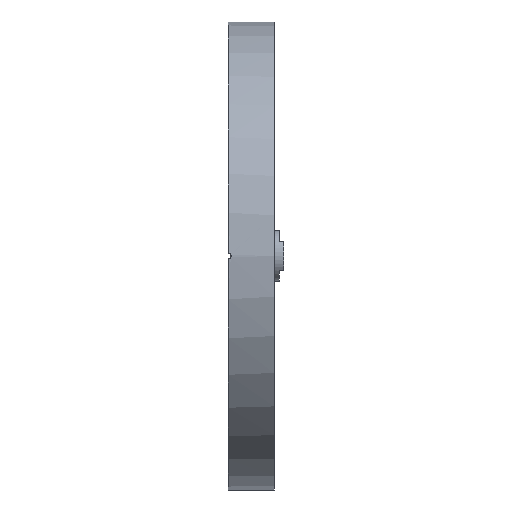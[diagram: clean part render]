
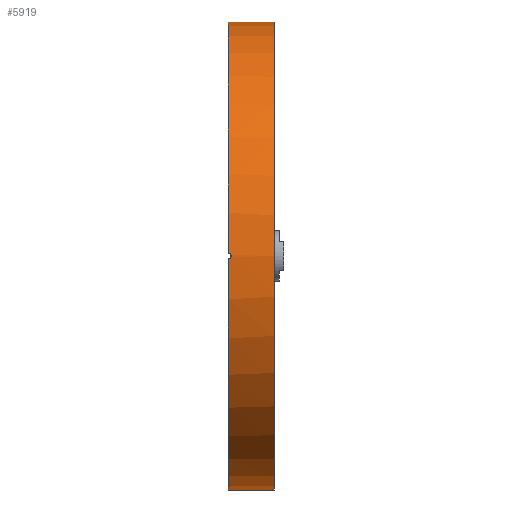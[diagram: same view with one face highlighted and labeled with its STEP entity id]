
A CAD part, left-side view. The second image highlights one B-rep face of the part: STEP entity #5919.
In plain terms, the highlighted cylindrical face has radius 76.2 mm (diameter 152.4 mm), a partial arc.
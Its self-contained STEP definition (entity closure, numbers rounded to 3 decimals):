
#424 = DIRECTION ( 'NONE',  ( 0., 0., 1. ) ) ;
#703 = DIRECTION ( 'NONE',  ( 0., 1., 0. ) ) ;
#822 = CARTESIAN_POINT ( 'NONE',  ( -76.194, -0.262, 0.974 ) ) ;
#880 = CARTESIAN_POINT ( 'NONE',  ( -76.195, -0.504, 0.874 ) ) ;
#935 = CARTESIAN_POINT ( 'NONE',  ( -76.198, -0.801, -0.613 ) ) ;
#1015 = VERTEX_POINT ( 'NONE', #7187 ) ;
#1258 = CARTESIAN_POINT ( 'NONE',  ( 0., -15., -76.2 ) ) ;
#1556 = CARTESIAN_POINT ( 'NONE',  ( 0., -15., 76.2 ) ) ;
#1572 = CARTESIAN_POINT ( 'NONE',  ( 0., -15., 0. ) ) ;
#1766 = CARTESIAN_POINT ( 'NONE',  ( 0., 0., 0. ) ) ;
#1993 = CARTESIAN_POINT ( 'NONE',  ( 0., -15., 76.2 ) ) ;
#2025 = B_SPLINE_CURVE_WITH_KNOTS ( 'NONE', 3,
 ( #4931, #11589, #822, #880, #9629, #4871, #11708, #10508, #2907, #3038, #8750, #7847, #935, #6661, #7789, #4801 ),
 .UNSPECIFIED., .F., .F.,
 ( 4, 2, 2, 2, 2, 2, 2, 4 ),
 ( 0., 0., 0.001, 0.001, 0.002, 0.002, 0.002, 0.003 ),
 .UNSPECIFIED. ) ;
#2214 = VERTEX_POINT ( 'NONE', #8210 ) ;
#2531 = CARTESIAN_POINT ( 'NONE',  ( 0., 0., -76.2 ) ) ;
#2907 = CARTESIAN_POINT ( 'NONE',  ( -76.2, -1., 0.131 ) ) ;
#3038 = CARTESIAN_POINT ( 'NONE',  ( -76.2, -1., -0.13 ) ) ;
#3155 = ORIENTED_EDGE ( 'NONE', *, *, #10965, .F. ) ;
#3619 = CARTESIAN_POINT ( 'NONE',  ( -76.193, 0., -1. ) ) ;
#4457 = AXIS2_PLACEMENT_3D ( 'NONE', #11358, #8386, #12243 ) ;
#4528 = VERTEX_POINT ( 'NONE', #2531 ) ;
#4553 = ORIENTED_EDGE ( 'NONE', *, *, #11142, .F. ) ;
#4589 = CARTESIAN_POINT ( 'NONE',  ( 0., 0., 76.2 ) ) ;
#4697 = DIRECTION ( 'NONE',  ( 0., 1., 0. ) ) ;
#4801 = CARTESIAN_POINT ( 'NONE',  ( -76.193, 0., -1. ) ) ;
#4871 = CARTESIAN_POINT ( 'NONE',  ( -76.198, -0.799, 0.615 ) ) ;
#4886 = VERTEX_POINT ( 'NONE', #1556 ) ;
#4906 = ORIENTED_EDGE ( 'NONE', *, *, #11336, .T. ) ;
#4931 = CARTESIAN_POINT ( 'NONE',  ( -76.193, 0., 1. ) ) ;
#5031 = AXIS2_PLACEMENT_3D ( 'NONE', #5106, #9166, #424 ) ;
#5053 = VECTOR ( 'NONE', #10820, 1000. ) ;
#5074 = AXIS2_PLACEMENT_3D ( 'NONE', #1766, #4697, #8576 ) ;
#5106 = CARTESIAN_POINT ( 'NONE',  ( 0., -15., 0. ) ) ;
#5808 = DIRECTION ( 'NONE',  ( 0., 1., 0. ) ) ;
#5888 = CIRCLE ( 'NONE', #4457, 76.2 ) ;
#5919 = ADVANCED_FACE ( 'NONE', ( #10170 ), #10042, .T. ) ;
#6007 = ORIENTED_EDGE ( 'NONE', *, *, #12261, .T. ) ;
#6086 = VERTEX_POINT ( 'NONE', #4589 ) ;
#6173 = EDGE_LOOP ( 'NONE', ( #4553, #6007, #7088, #11219, #4906, #3155 ) ) ;
#6661 = CARTESIAN_POINT ( 'NONE',  ( -76.195, -0.521, -0.893 ) ) ;
#6965 = EDGE_CURVE ( 'NONE', #4886, #6086, #8916, .T. ) ;
#7088 = ORIENTED_EDGE ( 'NONE', *, *, #6965, .T. ) ;
#7187 = CARTESIAN_POINT ( 'NONE',  ( -76.193, 0., 1. ) ) ;
#7307 = AXIS2_PLACEMENT_3D ( 'NONE', #1572, #703, #12229 ) ;
#7716 = CIRCLE ( 'NONE', #7307, 76.2 ) ;
#7789 = CARTESIAN_POINT ( 'NONE',  ( -76.193, -0.264, -1. ) ) ;
#7847 = CARTESIAN_POINT ( 'NONE',  ( -76.198, -0.874, -0.503 ) ) ;
#8210 = CARTESIAN_POINT ( 'NONE',  ( 0., -15., -76.2 ) ) ;
#8386 = DIRECTION ( 'NONE',  ( 0., 1., 0. ) ) ;
#8576 = DIRECTION ( 'NONE',  ( 0., 0., 1. ) ) ;
#8750 = CARTESIAN_POINT ( 'NONE',  ( -76.2, -0.974, -0.261 ) ) ;
#8916 = LINE ( 'NONE', #1993, #9099 ) ;
#9099 = VECTOR ( 'NONE', #5808, 1000. ) ;
#9166 = DIRECTION ( 'NONE',  ( 0., 1., 0. ) ) ;
#9629 = CARTESIAN_POINT ( 'NONE',  ( -76.196, -0.615, 0.799 ) ) ;
#10042 = CYLINDRICAL_SURFACE ( 'NONE', #5031, 76.2 ) ;
#10070 = LINE ( 'NONE', #1258, #5053 ) ;
#10170 = FACE_OUTER_BOUND ( 'NONE', #6173, .T. ) ;
#10508 = CARTESIAN_POINT ( 'NONE',  ( -76.2, -0.974, 0.263 ) ) ;
#10820 = DIRECTION ( 'NONE',  ( 0., 1., 0. ) ) ;
#10850 = VERTEX_POINT ( 'NONE', #3619 ) ;
#10965 = EDGE_CURVE ( 'NONE', #4528, #10850, #11357, .T. ) ;
#11142 = EDGE_CURVE ( 'NONE', #2214, #4528, #10070, .T. ) ;
#11219 = ORIENTED_EDGE ( 'NONE', *, *, #11970, .F. ) ;
#11336 = EDGE_CURVE ( 'NONE', #1015, #10850, #2025, .T. ) ;
#11357 = CIRCLE ( 'NONE', #5074, 76.2 ) ;
#11358 = CARTESIAN_POINT ( 'NONE',  ( 0., 0., 0. ) ) ;
#11589 = CARTESIAN_POINT ( 'NONE',  ( -76.193, -0.132, 1. ) ) ;
#11708 = CARTESIAN_POINT ( 'NONE',  ( -76.198, -0.874, 0.503 ) ) ;
#11970 = EDGE_CURVE ( 'NONE', #1015, #6086, #5888, .T. ) ;
#12229 = DIRECTION ( 'NONE',  ( 0., 0., 1. ) ) ;
#12243 = DIRECTION ( 'NONE',  ( 0., 0., 1. ) ) ;
#12261 = EDGE_CURVE ( 'NONE', #2214, #4886, #7716, .T. ) ;
